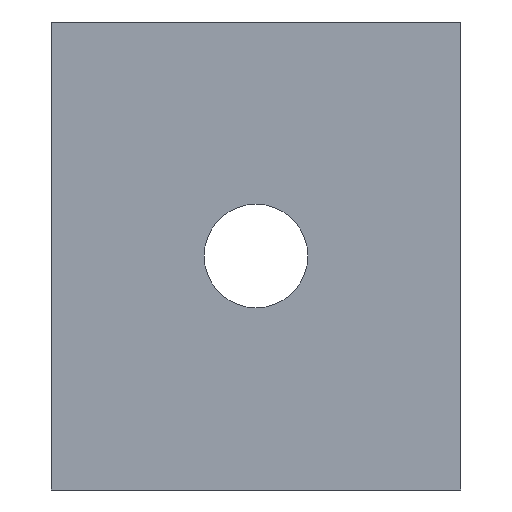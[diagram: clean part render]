
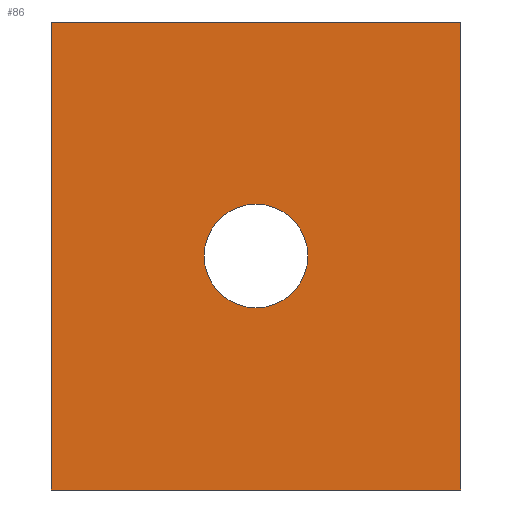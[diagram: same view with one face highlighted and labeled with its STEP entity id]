
A CAD part, front view. The second image highlights one B-rep face of the part: STEP entity #86.
In plain terms, the highlighted planar face has unit normal (0, -1, 0).
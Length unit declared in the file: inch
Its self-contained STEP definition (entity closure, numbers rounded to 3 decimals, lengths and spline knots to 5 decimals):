
#6 = EDGE_CURVE ( 'NONE', #221, #242, #468, .T. ) ;
#24 = ORIENTED_EDGE ( 'NONE', *, *, #50, .T. ) ;
#27 = VERTEX_POINT ( 'NONE', #494 ) ;
#36 = EDGE_CURVE ( 'NONE', #127, #182, #94, .T. ) ;
#50 = EDGE_CURVE ( 'NONE', #182, #242, #438, .T. ) ;
#54 = CARTESIAN_POINT ( 'NONE',  ( 0.65625, -0.75, 0.75 ) ) ;
#58 = VECTOR ( 'NONE', #574, 39.37008 ) ;
#86 = ADVANCED_FACE ( 'NONE', ( #350, #99 ), #330, .F. ) ;
#94 = LINE ( 'NONE', #479, #227 ) ;
#99 = FACE_OUTER_BOUND ( 'NONE', #413, .T. ) ;
#117 = CIRCLE ( 'NONE', #139, 0.166 ) ;
#121 = ORIENTED_EDGE ( 'NONE', *, *, #190, .T. ) ;
#127 = VERTEX_POINT ( 'NONE', #54 ) ;
#130 = CARTESIAN_POINT ( 'NONE',  ( -0.65625, -0.75, -0.75 ) ) ;
#138 = AXIS2_PLACEMENT_3D ( 'NONE', #404, #452, #257 ) ;
#139 = AXIS2_PLACEMENT_3D ( 'NONE', #536, #582, #295 ) ;
#141 = DIRECTION ( 'NONE',  ( 0., 0., -1. ) ) ;
#155 = AXIS2_PLACEMENT_3D ( 'NONE', #527, #237, #523 ) ;
#162 = ORIENTED_EDGE ( 'NONE', *, *, #486, .T. ) ;
#182 = VERTEX_POINT ( 'NONE', #546 ) ;
#190 = EDGE_CURVE ( 'NONE', #363, #27, #410, .T. ) ;
#193 = CARTESIAN_POINT ( 'NONE',  ( 0., -0.75, -0.166 ) ) ;
#221 = VERTEX_POINT ( 'NONE', #362 ) ;
#227 = VECTOR ( 'NONE', #304, 39.37008 ) ;
#237 = DIRECTION ( 'NONE',  ( 0., 1., 0. ) ) ;
#238 = VECTOR ( 'NONE', #277, 39.37008 ) ;
#242 = VERTEX_POINT ( 'NONE', #130 ) ;
#257 = DIRECTION ( 'NONE',  ( 0., 0., 1. ) ) ;
#277 = DIRECTION ( 'NONE',  ( -1., 0., 0. ) ) ;
#278 = CARTESIAN_POINT ( 'NONE',  ( 0.65625, -0.75, -0.75 ) ) ;
#281 = CARTESIAN_POINT ( 'NONE',  ( 0.65625, -0.75, -0.75 ) ) ;
#286 = CARTESIAN_POINT ( 'NONE',  ( -0.65625, -0.75, -0.75 ) ) ;
#295 = DIRECTION ( 'NONE',  ( 0., 0., 1. ) ) ;
#304 = DIRECTION ( 'NONE',  ( -1., 0., 0. ) ) ;
#330 = PLANE ( 'NONE',  #155 ) ;
#350 = FACE_BOUND ( 'NONE', #427, .T. ) ;
#362 = CARTESIAN_POINT ( 'NONE',  ( 0.65625, -0.75, -0.75 ) ) ;
#363 = VERTEX_POINT ( 'NONE', #193 ) ;
#367 = ORIENTED_EDGE ( 'NONE', *, *, #36, .T. ) ;
#401 = EDGE_CURVE ( 'NONE', #127, #221, #516, .T. ) ;
#404 = CARTESIAN_POINT ( 'NONE',  ( 0., -0.75, 0. ) ) ;
#410 = CIRCLE ( 'NONE', #138, 0.166 ) ;
#413 = EDGE_LOOP ( 'NONE', ( #24, #417, #495, #367 ) ) ;
#417 = ORIENTED_EDGE ( 'NONE', *, *, #6, .F. ) ;
#427 = EDGE_LOOP ( 'NONE', ( #162, #121 ) ) ;
#438 = LINE ( 'NONE', #286, #462 ) ;
#452 = DIRECTION ( 'NONE',  ( 0., 1., 0. ) ) ;
#462 = VECTOR ( 'NONE', #141, 39.37008 ) ;
#468 = LINE ( 'NONE', #281, #238 ) ;
#479 = CARTESIAN_POINT ( 'NONE',  ( 0.65625, -0.75, 0.75 ) ) ;
#486 = EDGE_CURVE ( 'NONE', #27, #363, #117, .T. ) ;
#494 = CARTESIAN_POINT ( 'NONE',  ( 0., -0.75, 0.166 ) ) ;
#495 = ORIENTED_EDGE ( 'NONE', *, *, #401, .F. ) ;
#516 = LINE ( 'NONE', #278, #58 ) ;
#523 = DIRECTION ( 'NONE',  ( 0., 0., 1. ) ) ;
#527 = CARTESIAN_POINT ( 'NONE',  ( 0.65625, -0.75, -0.75 ) ) ;
#536 = CARTESIAN_POINT ( 'NONE',  ( 0., -0.75, 0. ) ) ;
#546 = CARTESIAN_POINT ( 'NONE',  ( -0.65625, -0.75, 0.75 ) ) ;
#574 = DIRECTION ( 'NONE',  ( 0., 0., -1. ) ) ;
#582 = DIRECTION ( 'NONE',  ( 0., 1., 0. ) ) ;
